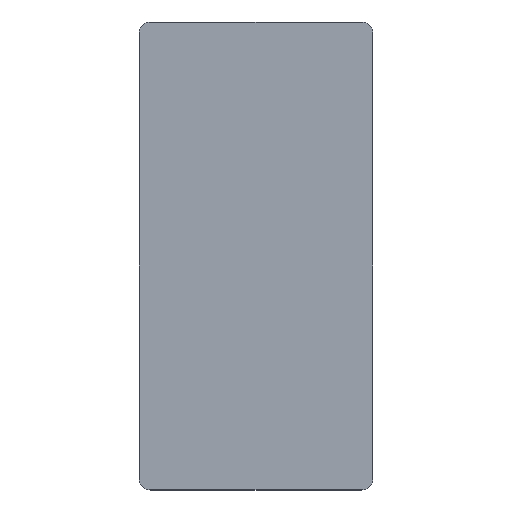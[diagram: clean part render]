
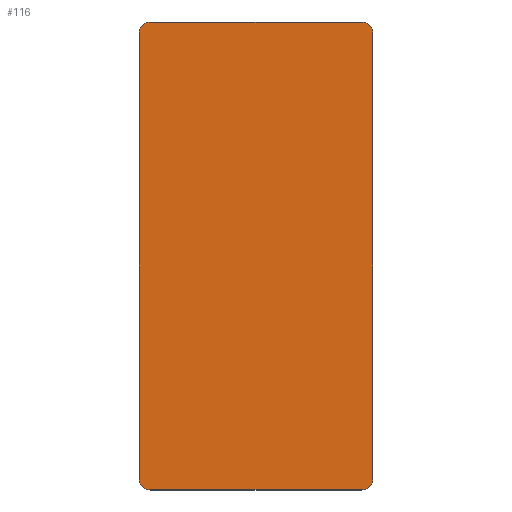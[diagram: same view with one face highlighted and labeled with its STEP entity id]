
A CAD part, top view. The second image highlights one B-rep face of the part: STEP entity #116.
In plain terms, the highlighted planar face has unit normal (0, 0, 1).
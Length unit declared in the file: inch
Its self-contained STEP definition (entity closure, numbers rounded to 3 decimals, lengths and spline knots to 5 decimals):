
#116=ADVANCED_FACE('',(#232),#233,.T.);
#232=FACE_OUTER_BOUND('',#366,.T.);
#233=PLANE('',#367);
#366=EDGE_LOOP('',(#643,#644,#645,#646,#647,#648,#649,#650));
#367=AXIS2_PLACEMENT_3D('',#651,#652,#653);
#643=ORIENTED_EDGE('',*,*,#728,.F.);
#644=ORIENTED_EDGE('',*,*,#839,.F.);
#645=ORIENTED_EDGE('',*,*,#778,.F.);
#646=ORIENTED_EDGE('',*,*,#761,.F.);
#647=ORIENTED_EDGE('',*,*,#808,.F.);
#648=ORIENTED_EDGE('',*,*,#774,.F.);
#649=ORIENTED_EDGE('',*,*,#756,.F.);
#650=ORIENTED_EDGE('',*,*,#771,.F.);
#651=CARTESIAN_POINT('',(4.25,5.5,0.075));
#652=DIRECTION('',(0.0,0.0,1.0));
#653=DIRECTION('',(1.0,0.0,0.0));
#728=EDGE_CURVE('',#868,#869,#870,.T.);
#756=EDGE_CURVE('',#916,#917,#918,.T.);
#761=EDGE_CURVE('',#925,#926,#927,.T.);
#771=EDGE_CURVE('',#869,#916,#943,.T.);
#774=EDGE_CURVE('',#917,#946,#947,.T.);
#778=EDGE_CURVE('',#926,#952,#953,.T.);
#808=EDGE_CURVE('',#946,#925,#1000,.T.);
#839=EDGE_CURVE('',#952,#868,#1035,.T.);
#868=VERTEX_POINT('',#1072);
#869=VERTEX_POINT('',#1073);
#870=LINE('',#1074,#1075);
#916=VERTEX_POINT('',#1144);
#917=VERTEX_POINT('',#1145);
#918=LINE('',#1146,#1147);
#925=VERTEX_POINT('',#1157);
#926=VERTEX_POINT('',#1158);
#927=B_SPLINE_CURVE_WITH_KNOTS('',3,(#1159,#1160,#1161,#1162),.UNSPECIFIED.,.F.,.F.,(4,4),(-1.0,-0.0),.UNSPECIFIED.);
#943=B_SPLINE_CURVE_WITH_KNOTS('',3,(#1185,#1186,#1187,#1188),.UNSPECIFIED.,.F.,.F.,(4,4),(-1.0,-0.0),.UNSPECIFIED.);
#946=VERTEX_POINT('',#1194);
#947=B_SPLINE_CURVE_WITH_KNOTS('',3,(#1195,#1196,#1197,#1198),.UNSPECIFIED.,.F.,.F.,(4,4),(-1.0,-0.0),.UNSPECIFIED.);
#952=VERTEX_POINT('',#1207);
#953=LINE('',#1208,#1209);
#1000=LINE('',#1278,#1279);
#1035=B_SPLINE_CURVE_WITH_KNOTS('',3,(#1330,#1331,#1332,#1333),.UNSPECIFIED.,.F.,.F.,(4,4),(-1.0,-0.0),.UNSPECIFIED.);
#1072=CARTESIAN_POINT('',(3.625,4.3125,0.075));
#1073=CARTESIAN_POINT('',(3.625,6.6875,0.075));
#1074=CARTESIAN_POINT('',(3.625,6.6875,0.075));
#1075=VECTOR('',#1354,1.0);
#1144=CARTESIAN_POINT('',(3.6875,6.75,0.075));
#1145=CARTESIAN_POINT('',(4.8125,6.75,0.075));
#1146=CARTESIAN_POINT('',(4.8125,6.75,0.075));
#1147=VECTOR('',#1378,1.0);
#1157=CARTESIAN_POINT('',(4.875,4.3125,0.075));
#1158=CARTESIAN_POINT('',(4.8125,4.25,0.075));
#1159=CARTESIAN_POINT('',(4.875,4.3125,0.075));
#1160=CARTESIAN_POINT('',(4.875,4.27798,0.075));
#1161=CARTESIAN_POINT('',(4.84702,4.25,0.075));
#1162=CARTESIAN_POINT('',(4.8125,4.25,0.075));
#1185=CARTESIAN_POINT('',(3.625,6.6875,0.075));
#1186=CARTESIAN_POINT('',(3.625,6.72202,0.075));
#1187=CARTESIAN_POINT('',(3.65298,6.75,0.075));
#1188=CARTESIAN_POINT('',(3.6875,6.75,0.075));
#1194=CARTESIAN_POINT('',(4.875,6.6875,0.075));
#1195=CARTESIAN_POINT('',(4.8125,6.75,0.075));
#1196=CARTESIAN_POINT('',(4.84702,6.75,0.075));
#1197=CARTESIAN_POINT('',(4.875,6.72202,0.075));
#1198=CARTESIAN_POINT('',(4.875,6.6875,0.075));
#1207=CARTESIAN_POINT('',(3.6875,4.25,0.075));
#1208=CARTESIAN_POINT('',(3.6875,4.25,0.075));
#1209=VECTOR('',#1393,1.0);
#1278=CARTESIAN_POINT('',(4.875,4.3125,0.075));
#1279=VECTOR('',#1419,1.0);
#1330=CARTESIAN_POINT('',(3.6875,4.25,0.075));
#1331=CARTESIAN_POINT('',(3.65298,4.25,0.075));
#1332=CARTESIAN_POINT('',(3.625,4.27798,0.075));
#1333=CARTESIAN_POINT('',(3.625,4.3125,0.075));
#1354=DIRECTION('',(0.0,1.0,0.0));
#1378=DIRECTION('',(1.0,0.0,0.0));
#1393=DIRECTION('',(-1.0,-0.0,-0.0));
#1419=DIRECTION('',(-0.0,-1.0,-0.0));
